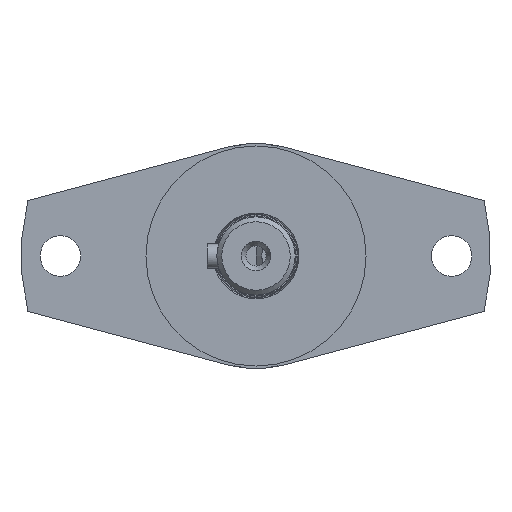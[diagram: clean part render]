
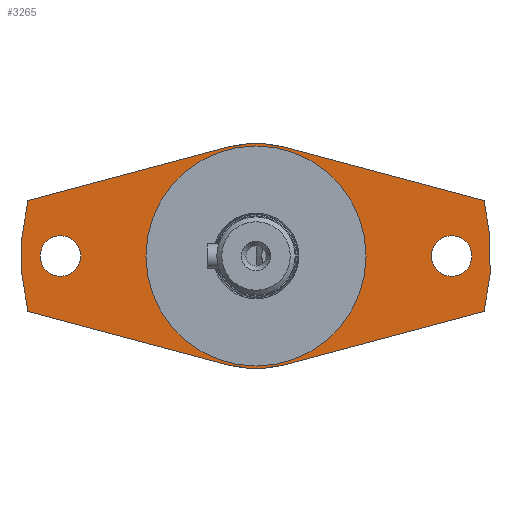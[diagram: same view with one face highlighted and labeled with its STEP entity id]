
A CAD part, left-side view. The second image highlights one B-rep face of the part: STEP entity #3265.
In plain terms, the highlighted planar face has unit normal (-1, 0, 0).
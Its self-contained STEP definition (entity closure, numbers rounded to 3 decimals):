
#259=FACE_BOUND('',#1079,.T.);
#260=FACE_BOUND('',#1080,.T.);
#261=FACE_BOUND('',#1081,.T.);
#315=LINE('',#5002,#579);
#319=LINE('',#5011,#583);
#326=LINE('',#5025,#590);
#328=LINE('',#5031,#592);
#579=VECTOR('',#4057,10.);
#583=VECTOR('',#4063,10.);
#590=VECTOR('',#4072,10.);
#592=VECTOR('',#4076,10.);
#893=FACE_OUTER_BOUND('',#1078,.T.);
#1078=EDGE_LOOP('',(#2410,#2411,#2412,#2413,#2414,#2415,#2416,#2417));
#1079=EDGE_LOOP('',(#2418));
#1080=EDGE_LOOP('',(#2419));
#1081=EDGE_LOOP('',(#2420,#2421));
#1303=CIRCLE('',#3534,4.15);
#1306=CIRCLE('',#3538,4.15);
#1310=CIRCLE('',#3550,23.);
#1311=CIRCLE('',#3551,48.);
#1312=CIRCLE('',#3552,23.);
#1313=CIRCLE('',#3553,48.);
#1314=CIRCLE('',#3554,22.5);
#1315=CIRCLE('',#3555,22.5);
#1480=VERTEX_POINT('',#4977);
#1483=VERTEX_POINT('',#4985);
#1487=VERTEX_POINT('',#5000);
#1488=VERTEX_POINT('',#5001);
#1491=VERTEX_POINT('',#5009);
#1492=VERTEX_POINT('',#5010);
#1496=VERTEX_POINT('',#5019);
#1498=VERTEX_POINT('',#5023);
#1499=VERTEX_POINT('',#5027);
#1501=VERTEX_POINT('',#5030);
#1503=VERTEX_POINT('',#5040);
#1504=VERTEX_POINT('',#5041);
#1825=EDGE_CURVE('',#1480,#1480,#1303,.T.);
#1829=EDGE_CURVE('',#1483,#1483,#1306,.T.);
#1835=EDGE_CURVE('',#1487,#1488,#315,.T.);
#1839=EDGE_CURVE('',#1491,#1492,#319,.T.);
#1846=EDGE_CURVE('',#1496,#1498,#326,.T.);
#1848=EDGE_CURVE('',#1501,#1499,#328,.T.);
#1851=EDGE_CURVE('',#1492,#1487,#1310,.T.);
#1852=EDGE_CURVE('',#1496,#1488,#1311,.T.);
#1853=EDGE_CURVE('',#1498,#1501,#1312,.T.);
#1854=EDGE_CURVE('',#1491,#1499,#1313,.T.);
#1855=EDGE_CURVE('',#1503,#1504,#1314,.T.);
#1856=EDGE_CURVE('',#1504,#1503,#1315,.T.);
#2410=ORIENTED_EDGE('',*,*,#1839,.T.);
#2411=ORIENTED_EDGE('',*,*,#1851,.T.);
#2412=ORIENTED_EDGE('',*,*,#1835,.T.);
#2413=ORIENTED_EDGE('',*,*,#1852,.F.);
#2414=ORIENTED_EDGE('',*,*,#1846,.T.);
#2415=ORIENTED_EDGE('',*,*,#1853,.T.);
#2416=ORIENTED_EDGE('',*,*,#1848,.T.);
#2417=ORIENTED_EDGE('',*,*,#1854,.F.);
#2418=ORIENTED_EDGE('',*,*,#1825,.T.);
#2419=ORIENTED_EDGE('',*,*,#1829,.T.);
#2420=ORIENTED_EDGE('',*,*,#1855,.T.);
#2421=ORIENTED_EDGE('',*,*,#1856,.T.);
#3133=PLANE('',#3549);
#3265=ADVANCED_FACE('',(#893,#259,#260,#261),#3133,.T.);
#3534=AXIS2_PLACEMENT_3D('',#4979,#4030,#4031);
#3538=AXIS2_PLACEMENT_3D('',#4987,#4039,#4040);
#3549=AXIS2_PLACEMENT_3D('',#5035,#4079,#4080);
#3550=AXIS2_PLACEMENT_3D('',#5036,#4081,#4082);
#3551=AXIS2_PLACEMENT_3D('',#5037,#4083,#4084);
#3552=AXIS2_PLACEMENT_3D('',#5038,#4085,#4086);
#3553=AXIS2_PLACEMENT_3D('',#5039,#4087,#4088);
#3554=AXIS2_PLACEMENT_3D('',#5042,#4089,#4090);
#3555=AXIS2_PLACEMENT_3D('',#5043,#4091,#4092);
#4030=DIRECTION('center_axis',(1.,0.,0.));
#4031=DIRECTION('ref_axis',(0.,0.,-1.));
#4039=DIRECTION('center_axis',(1.,0.,0.));
#4040=DIRECTION('ref_axis',(0.,0.,-1.));
#4057=DIRECTION('',(0.,-0.966,0.259));
#4063=DIRECTION('',(0.,-0.966,-0.259));
#4072=DIRECTION('',(0.,0.966,0.259));
#4076=DIRECTION('',(0.,0.966,-0.259));
#4079=DIRECTION('center_axis',(-1.,0.,0.));
#4080=DIRECTION('ref_axis',(0.,0.,1.));
#4081=DIRECTION('center_axis',(-1.,0.,0.));
#4082=DIRECTION('ref_axis',(0.,-0.259,-0.966));
#4083=DIRECTION('center_axis',(1.,0.,0.));
#4084=DIRECTION('ref_axis',(0.,1.,0.));
#4085=DIRECTION('center_axis',(-1.,0.,0.));
#4086=DIRECTION('ref_axis',(0.,-0.259,-0.966));
#4087=DIRECTION('center_axis',(1.,0.,0.));
#4088=DIRECTION('ref_axis',(0.,1.,0.));
#4089=DIRECTION('center_axis',(1.,0.,0.));
#4090=DIRECTION('ref_axis',(0.,1.,0.));
#4091=DIRECTION('center_axis',(1.,0.,0.));
#4092=DIRECTION('ref_axis',(0.,1.,0.));
#4977=CARTESIAN_POINT('',(-138.5,-40.,4.15));
#4979=CARTESIAN_POINT('Origin',(-138.5,-40.,0.));
#4985=CARTESIAN_POINT('',(-138.5,40.,4.15));
#4987=CARTESIAN_POINT('Origin',(-138.5,40.,0.));
#5000=CARTESIAN_POINT('',(-138.5,-5.953,-22.216));
#5001=CARTESIAN_POINT('',(-138.5,-46.648,-11.312));
#5002=CARTESIAN_POINT('',(-138.5,10.492,-26.623));
#5009=CARTESIAN_POINT('',(-138.5,46.648,-11.312));
#5010=CARTESIAN_POINT('',(-138.5,5.953,-22.216));
#5011=CARTESIAN_POINT('',(-138.5,45.921,-11.507));
#5019=CARTESIAN_POINT('',(-138.5,-46.648,11.312));
#5023=CARTESIAN_POINT('',(-138.5,-5.953,22.216));
#5025=CARTESIAN_POINT('',(-138.5,-13.032,20.319));
#5027=CARTESIAN_POINT('',(-138.5,46.648,11.312));
#5030=CARTESIAN_POINT('',(-138.5,5.953,22.216));
#5031=CARTESIAN_POINT('',(-138.5,22.397,17.81));
#5035=CARTESIAN_POINT('Origin',(-138.5,35.25,0.));
#5036=CARTESIAN_POINT('Origin',(-138.5,0.,0.));
#5037=CARTESIAN_POINT('Origin',(-138.5,0.,0.));
#5038=CARTESIAN_POINT('Origin',(-138.5,0.,0.));
#5039=CARTESIAN_POINT('Origin',(-138.5,0.,0.));
#5040=CARTESIAN_POINT('',(-138.5,22.5,0.));
#5041=CARTESIAN_POINT('',(-138.5,-22.5,0.));
#5042=CARTESIAN_POINT('Origin',(-138.5,0.,0.));
#5043=CARTESIAN_POINT('Origin',(-138.5,0.,0.));
